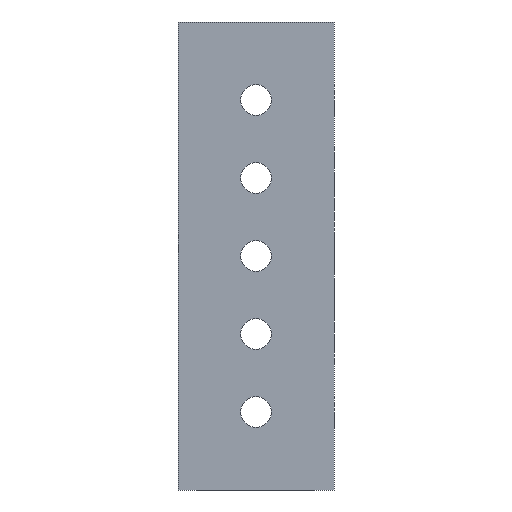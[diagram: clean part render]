
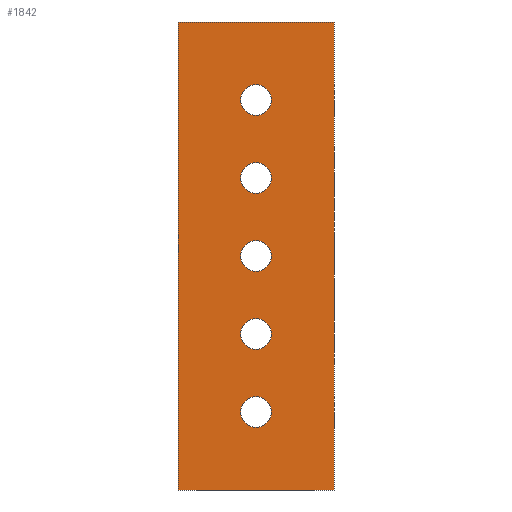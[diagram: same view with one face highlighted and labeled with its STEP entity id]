
A CAD part, front view. The second image highlights one B-rep face of the part: STEP entity #1842.
In plain terms, the highlighted planar face has unit normal (0, -1, 0).
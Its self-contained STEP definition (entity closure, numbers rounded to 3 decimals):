
#24 = VERTEX_POINT ( 'NONE', #2082 ) ;
#37 = LINE ( 'NONE', #795, #760 ) ;
#53 = DIRECTION ( 'NONE',  ( 0., 0., 1. ) ) ;
#123 = EDGE_CURVE ( 'NONE', #3268, #3508, #2423, .T. ) ;
#163 = ORIENTED_EDGE ( 'NONE', *, *, #1490, .T. ) ;
#167 = CARTESIAN_POINT ( 'NONE',  ( 0., -25.4, 63.5 ) ) ;
#179 = CARTESIAN_POINT ( 'NONE',  ( 0., -25.4, 48.3 ) ) ;
#185 = AXIS2_PLACEMENT_3D ( 'NONE', #2186, #3683, #1207 ) ;
#201 = CARTESIAN_POINT ( 'NONE',  ( -12.7, -25.4, 76.2 ) ) ;
#213 = EDGE_LOOP ( 'NONE', ( #2857, #2024 ) ) ;
#220 = VECTOR ( 'NONE', #2617, 1000. ) ;
#234 = DIRECTION ( 'NONE',  ( 0., 0., -1. ) ) ;
#280 = DIRECTION ( 'NONE',  ( 0., 0., 1. ) ) ;
#312 = CARTESIAN_POINT ( 'NONE',  ( 0., -25.4, 38.1 ) ) ;
#325 = ORIENTED_EDGE ( 'NONE', *, *, #3238, .T. ) ;
#373 = AXIS2_PLACEMENT_3D ( 'NONE', #167, #3883, #2747 ) ;
#402 = EDGE_CURVE ( 'NONE', #1267, #646, #1232, .T. ) ;
#406 = DIRECTION ( 'NONE',  ( 0., 0., 1. ) ) ;
#447 = EDGE_CURVE ( 'NONE', #2433, #3013, #1087, .T. ) ;
#467 = DIRECTION ( 'NONE',  ( 0., 0., -1. ) ) ;
#476 = EDGE_CURVE ( 'NONE', #646, #1267, #2727, .T. ) ;
#571 = EDGE_CURVE ( 'NONE', #1335, #4241, #3756, .T. ) ;
#610 = VECTOR ( 'NONE', #467, 1000. ) ;
#646 = VERTEX_POINT ( 'NONE', #179 ) ;
#647 = CARTESIAN_POINT ( 'NONE',  ( 0., -25.4, 12.7 ) ) ;
#760 = VECTOR ( 'NONE', #3015, 1000. ) ;
#795 = CARTESIAN_POINT ( 'NONE',  ( -12.7, -25.4, 76.2 ) ) ;
#865 = ORIENTED_EDGE ( 'NONE', *, *, #2355, .T. ) ;
#999 = AXIS2_PLACEMENT_3D ( 'NONE', #1499, #3349, #4084 ) ;
#1087 = LINE ( 'NONE', #2595, #220 ) ;
#1095 = VERTEX_POINT ( 'NONE', #2158 ) ;
#1120 = DIRECTION ( 'NONE',  ( 0., 1., 0. ) ) ;
#1121 = EDGE_CURVE ( 'NONE', #3871, #1095, #37, .T. ) ;
#1205 = CARTESIAN_POINT ( 'NONE',  ( 0., -25.4, 50.8 ) ) ;
#1207 = DIRECTION ( 'NONE',  ( 0., 0., 1. ) ) ;
#1232 = CIRCLE ( 'NONE', #3679, 2.5 ) ;
#1256 = DIRECTION ( 'NONE',  ( 0., 1., 0. ) ) ;
#1267 = VERTEX_POINT ( 'NONE', #4523 ) ;
#1335 = VERTEX_POINT ( 'NONE', #3689 ) ;
#1355 = EDGE_CURVE ( 'NONE', #4195, #24, #2342, .T. ) ;
#1394 = AXIS2_PLACEMENT_3D ( 'NONE', #3868, #1256, #53 ) ;
#1442 = CARTESIAN_POINT ( 'NONE',  ( 0., -25.4, 12.7 ) ) ;
#1490 = EDGE_CURVE ( 'NONE', #24, #4195, #2642, .T. ) ;
#1499 = CARTESIAN_POINT ( 'NONE',  ( 0., -25.4, 63.5 ) ) ;
#1535 = EDGE_CURVE ( 'NONE', #1095, #3013, #3488, .T. ) ;
#1552 = CARTESIAN_POINT ( 'NONE',  ( 0., -25.4, 66. ) ) ;
#1567 = CARTESIAN_POINT ( 'NONE',  ( 12.7, -25.4, 76.2 ) ) ;
#1570 = FACE_BOUND ( 'NONE', #4177, .T. ) ;
#1681 = AXIS2_PLACEMENT_3D ( 'NONE', #1887, #2212, #3779 ) ;
#1706 = AXIS2_PLACEMENT_3D ( 'NONE', #4522, #2311, #406 ) ;
#1842 = ADVANCED_FACE ( 'NONE', ( #1890, #1570, #4857, #2674, #2287, #3713 ), #2219, .F. ) ;
#1846 = ORIENTED_EDGE ( 'NONE', *, *, #476, .T. ) ;
#1887 = CARTESIAN_POINT ( 'NONE',  ( 0., -25.4, 38.1 ) ) ;
#1890 = FACE_BOUND ( 'NONE', #3240, .T. ) ;
#1924 = AXIS2_PLACEMENT_3D ( 'NONE', #312, #3249, #2089 ) ;
#2024 = ORIENTED_EDGE ( 'NONE', *, *, #3160, .T. ) ;
#2082 = CARTESIAN_POINT ( 'NONE',  ( 0., -25.4, 61. ) ) ;
#2089 = DIRECTION ( 'NONE',  ( 0., 0., 1. ) ) ;
#2158 = CARTESIAN_POINT ( 'NONE',  ( 12.7, -25.4, 76.2 ) ) ;
#2184 = AXIS2_PLACEMENT_3D ( 'NONE', #1205, #3456, #4552 ) ;
#2186 = CARTESIAN_POINT ( 'NONE',  ( 0., -25.4, 25.4 ) ) ;
#2212 = DIRECTION ( 'NONE',  ( 0., 1., 0. ) ) ;
#2219 = PLANE ( 'NONE',  #1706 ) ;
#2251 = CARTESIAN_POINT ( 'NONE',  ( 0., -25.4, 50.8 ) ) ;
#2287 = FACE_BOUND ( 'NONE', #3234, .T. ) ;
#2306 = CIRCLE ( 'NONE', #185, 2.5 ) ;
#2311 = DIRECTION ( 'NONE',  ( 0., 1., 0. ) ) ;
#2318 = EDGE_CURVE ( 'NONE', #4258, #3318, #3803, .T. ) ;
#2342 = CIRCLE ( 'NONE', #999, 2.5 ) ;
#2355 = EDGE_CURVE ( 'NONE', #3508, #3268, #4675, .T. ) ;
#2401 = CARTESIAN_POINT ( 'NONE',  ( 0., -25.4, 15.2 ) ) ;
#2423 = CIRCLE ( 'NONE', #3751, 2.5 ) ;
#2433 = VERTEX_POINT ( 'NONE', #4518 ) ;
#2545 = DIRECTION ( 'NONE',  ( 0., 0., 1. ) ) ;
#2572 = ORIENTED_EDGE ( 'NONE', *, *, #1355, .T. ) ;
#2595 = CARTESIAN_POINT ( 'NONE',  ( -12.7, -25.4, 0. ) ) ;
#2617 = DIRECTION ( 'NONE',  ( 1., 0., 0. ) ) ;
#2642 = CIRCLE ( 'NONE', #373, 2.5 ) ;
#2674 = FACE_BOUND ( 'NONE', #4413, .T. ) ;
#2727 = CIRCLE ( 'NONE', #2184, 2.5 ) ;
#2742 = ORIENTED_EDGE ( 'NONE', *, *, #402, .T. ) ;
#2747 = DIRECTION ( 'NONE',  ( 0., 0., 1. ) ) ;
#2857 = ORIENTED_EDGE ( 'NONE', *, *, #2318, .T. ) ;
#2945 = DIRECTION ( 'NONE',  ( 0., 0., 1. ) ) ;
#3001 = CARTESIAN_POINT ( 'NONE',  ( 0., -25.4, 22.9 ) ) ;
#3013 = VERTEX_POINT ( 'NONE', #4704 ) ;
#3015 = DIRECTION ( 'NONE',  ( 1., 0., 0. ) ) ;
#3098 = ORIENTED_EDGE ( 'NONE', *, *, #123, .T. ) ;
#3160 = EDGE_CURVE ( 'NONE', #3318, #4258, #4683, .T. ) ;
#3234 = EDGE_LOOP ( 'NONE', ( #2572, #163 ) ) ;
#3238 = EDGE_CURVE ( 'NONE', #4241, #1335, #2306, .T. ) ;
#3240 = EDGE_LOOP ( 'NONE', ( #865, #3098 ) ) ;
#3249 = DIRECTION ( 'NONE',  ( 0., 1., 0. ) ) ;
#3268 = VERTEX_POINT ( 'NONE', #3507 ) ;
#3318 = VERTEX_POINT ( 'NONE', #3776 ) ;
#3349 = DIRECTION ( 'NONE',  ( 0., 1., 0. ) ) ;
#3430 = EDGE_CURVE ( 'NONE', #3871, #2433, #4319, .T. ) ;
#3456 = DIRECTION ( 'NONE',  ( 0., 1., 0. ) ) ;
#3478 = ORIENTED_EDGE ( 'NONE', *, *, #1121, .F. ) ;
#3488 = LINE ( 'NONE', #1567, #610 ) ;
#3507 = CARTESIAN_POINT ( 'NONE',  ( 0., -25.4, 10.2 ) ) ;
#3508 = VERTEX_POINT ( 'NONE', #2401 ) ;
#3569 = VECTOR ( 'NONE', #234, 1000. ) ;
#3635 = ORIENTED_EDGE ( 'NONE', *, *, #1535, .F. ) ;
#3657 = DIRECTION ( 'NONE',  ( 0., 1., 0. ) ) ;
#3679 = AXIS2_PLACEMENT_3D ( 'NONE', #2251, #3697, #2545 ) ;
#3683 = DIRECTION ( 'NONE',  ( 0., 1., 0. ) ) ;
#3689 = CARTESIAN_POINT ( 'NONE',  ( 0., -25.4, 27.9 ) ) ;
#3697 = DIRECTION ( 'NONE',  ( 0., 1., 0. ) ) ;
#3713 = FACE_OUTER_BOUND ( 'NONE', #4407, .T. ) ;
#3751 = AXIS2_PLACEMENT_3D ( 'NONE', #647, #3657, #280 ) ;
#3756 = CIRCLE ( 'NONE', #1394, 2.5 ) ;
#3772 = ORIENTED_EDGE ( 'NONE', *, *, #3430, .T. ) ;
#3775 = ORIENTED_EDGE ( 'NONE', *, *, #447, .T. ) ;
#3776 = CARTESIAN_POINT ( 'NONE',  ( 0., -25.4, 35.6 ) ) ;
#3779 = DIRECTION ( 'NONE',  ( 0., 0., 1. ) ) ;
#3803 = CIRCLE ( 'NONE', #1681, 2.5 ) ;
#3868 = CARTESIAN_POINT ( 'NONE',  ( 0., -25.4, 25.4 ) ) ;
#3871 = VERTEX_POINT ( 'NONE', #201 ) ;
#3883 = DIRECTION ( 'NONE',  ( 0., 1., 0. ) ) ;
#3895 = CARTESIAN_POINT ( 'NONE',  ( -12.7, -25.4, 76.2 ) ) ;
#3901 = ORIENTED_EDGE ( 'NONE', *, *, #571, .T. ) ;
#4084 = DIRECTION ( 'NONE',  ( 0., 0., 1. ) ) ;
#4177 = EDGE_LOOP ( 'NONE', ( #3901, #325 ) ) ;
#4195 = VERTEX_POINT ( 'NONE', #1552 ) ;
#4241 = VERTEX_POINT ( 'NONE', #3001 ) ;
#4258 = VERTEX_POINT ( 'NONE', #4281 ) ;
#4281 = CARTESIAN_POINT ( 'NONE',  ( 0., -25.4, 40.6 ) ) ;
#4319 = LINE ( 'NONE', #3895, #3569 ) ;
#4407 = EDGE_LOOP ( 'NONE', ( #3775, #3635, #3478, #3772 ) ) ;
#4413 = EDGE_LOOP ( 'NONE', ( #2742, #1846 ) ) ;
#4518 = CARTESIAN_POINT ( 'NONE',  ( -12.7, -25.4, 0. ) ) ;
#4522 = CARTESIAN_POINT ( 'NONE',  ( -12.7, -25.4, 76.2 ) ) ;
#4523 = CARTESIAN_POINT ( 'NONE',  ( 0., -25.4, 53.3 ) ) ;
#4552 = DIRECTION ( 'NONE',  ( 0., 0., 1. ) ) ;
#4675 = CIRCLE ( 'NONE', #4754, 2.5 ) ;
#4683 = CIRCLE ( 'NONE', #1924, 2.5 ) ;
#4704 = CARTESIAN_POINT ( 'NONE',  ( 12.7, -25.4, 0. ) ) ;
#4754 = AXIS2_PLACEMENT_3D ( 'NONE', #1442, #1120, #2945 ) ;
#4857 = FACE_BOUND ( 'NONE', #213, .T. ) ;
